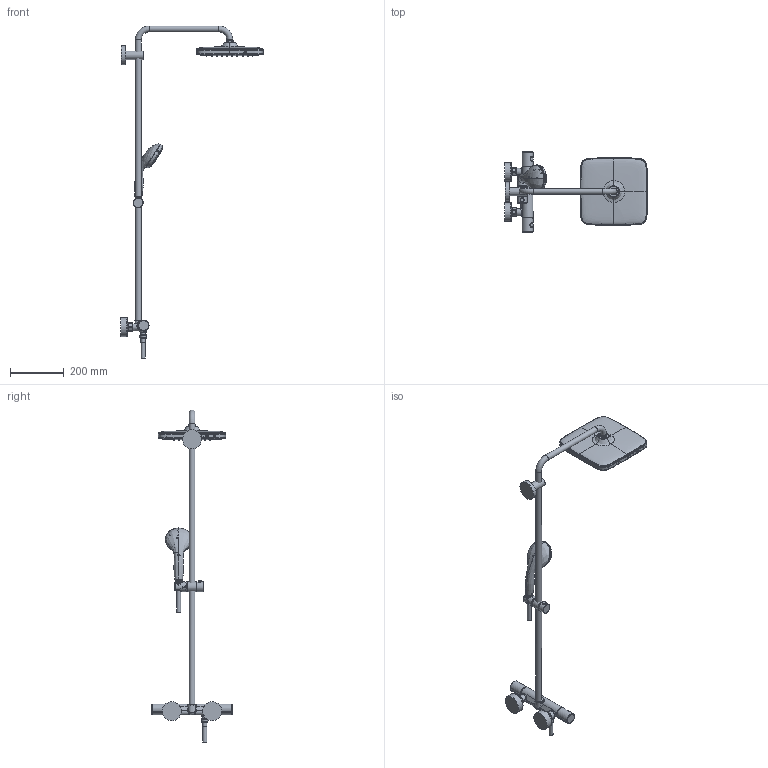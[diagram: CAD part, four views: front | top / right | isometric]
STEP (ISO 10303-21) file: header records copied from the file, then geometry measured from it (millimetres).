
FILE_DESCRIPTION(/* description */ ('Unknown'),/* implementation_level */ '2;1');
FILE_NAME(/* name */ '26697000',/* time_stamp */ '2022-09-01T10:18:14+02:00',/* author */ ('Unknown'),/* organization */ ('GROHE AG'),/* preprocessor_version */ 'ST-DEVELOPER v16.7',/* originating_system */ 'DEX',/* authorisation */ $);
FILE_SCHEMA (('AUTOMOTIVE_DESIGN {1 0 10303 214 3 1 1}'));
Length unit declared in the file: millimetre
Products named in the file (11): 26697000; id44; 081107 GTM1000C Handles Update02; A4284282 handle-2 1000C 081107; DF_REVOL; extrude#; HEALED_BODY_2  ; Housing; shell; trim_sur
Assembly tree (10 placements, depth 2):
  26697000
    26697000
    id44
    081107 GTM1000C Handles Update02
    A4284282 handle-2 1000C 081107
    DF_REVOL
    extrude#
    HEALED_BODY_2  
    Housing
    shell
    trim_sur
Bounding box: 530.51 x 298.65 x 1233.48 mm (x, y, z)
Volume: 72808.3 mm3; surface area: 448986.7 mm2
Topology: 2 solids, 276 shells, 1936 faces, 6937 edges, 5290 vertices
Faces by surface type: bspline 765, cylinder 619, plane 313, torus 158, sphere 56, cone 25
Full cylindrical faces by diameter (mm): 1 x136, 2.2 x103, 2.8 x51, 3.798 x136, 15 x2, 15.3 x1, 16 x1, 18 x1, 18.2 x1, 19 x2, 19.9 x1, 20.96 x1, 21 x2, 21.2 x1, 22 x3, 23 x2, 26.44 x2, 27 x2, 31.3 x1, 33.4 x2, 36 x3, 39 x1, 40 x2, 70 x2, 71 x1, 90.2 x1
Entity records: 105805 total; most frequent: CARTESIAN_POINT 57502, ORIENTED_EDGE 7920, DIRECTION 5920, EDGE_CURVE 5466, VERTEX_POINT 4689, B_SPLINE_CURVE_WITH_KNOTS 3447, FACE_BOUND 3095, EDGE_LOOP 3094
